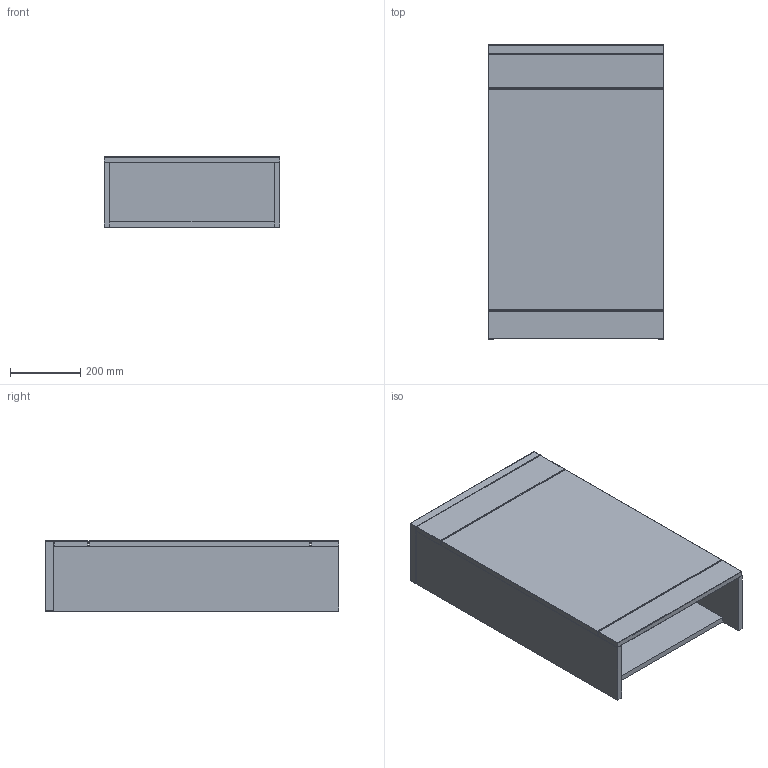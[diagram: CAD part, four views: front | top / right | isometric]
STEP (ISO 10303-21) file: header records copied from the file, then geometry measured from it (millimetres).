
FILE_DESCRIPTION (( 'STEP AP214' ), '1' );
FILE_NAME ('AU050S_v10221.STEP', '2021-02-11T15:12:00', ( '' ), ( '' ), 'SwSTEP 2.0', 'SolidWorks 2019', '' );
FILE_SCHEMA (( 'AUTOMOTIVE_DESIGN' ));
Length unit declared in the file: millimetre
Products named in the file (1): AU050S_v10221
Bounding box: 502 x 839 x 200 mm (x, y, z)
Volume: 17641304 mm3; surface area: 2306716.8 mm2
Topology: 8 solids, 8 shells, 128 faces, 272 edges, 128 vertices
Faces by surface type: plane 48, cylinder 48, sphere 32
Entity records: 3189 total; most frequent: DIRECTION 594, CARTESIAN_POINT 497, ORIENTED_EDGE 480, EDGE_CURVE 240, AXIS2_PLACEMENT_3D 225, VECTOR 144, LINE 144, EDGE_LOOP 128
